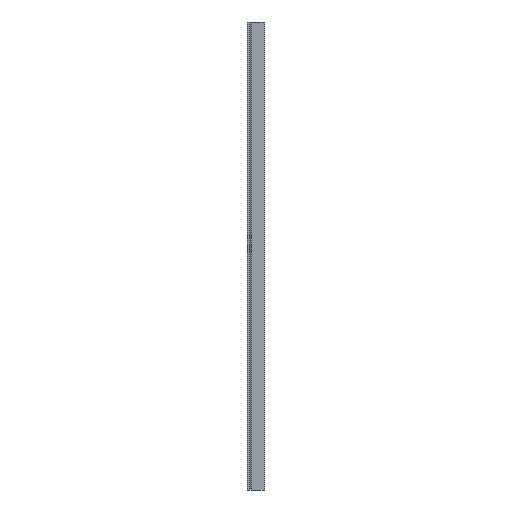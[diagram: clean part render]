
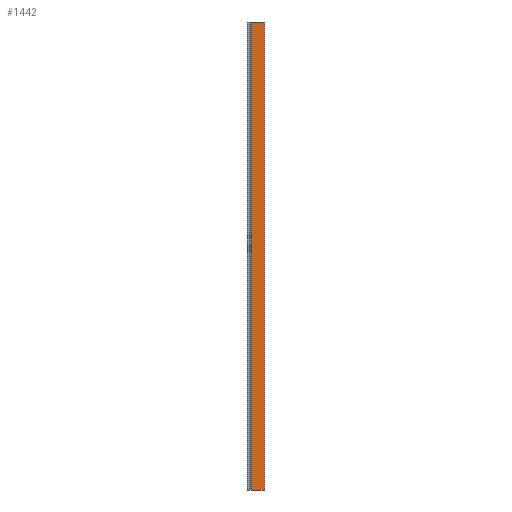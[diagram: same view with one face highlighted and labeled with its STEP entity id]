
A CAD part, left-side view. The second image highlights one B-rep face of the part: STEP entity #1442.
In plain terms, the highlighted planar face has unit normal (-1, 0, 0).
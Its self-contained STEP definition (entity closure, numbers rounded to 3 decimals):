
#5 = CARTESIAN_POINT ( 'NONE',  ( -13.15, -48.4, 0. ) ) ;
#11 = DIRECTION ( 'NONE',  ( 0., 0., 1. ) ) ;
#20 = CARTESIAN_POINT ( 'NONE',  ( -13.15, 5.536, 312.5 ) ) ;
#23 = AXIS2_PLACEMENT_3D ( 'NONE', #1468, #1466, #1483 ) ;
#30 = CARTESIAN_POINT ( 'NONE',  ( -13.15, 5.536, 0. ) ) ;
#226 = CARTESIAN_POINT ( 'NONE',  ( -13.15, 5.536, -2000. ) ) ;
#314 = LINE ( 'NONE', #226, #1677 ) ;
#361 = VERTEX_POINT ( 'NONE', #30 ) ;
#550 = EDGE_CURVE ( 'NONE', #2159, #1759, #1783, .T. ) ;
#552 = LINE ( 'NONE', #20, #1277 ) ;
#626 = CARTESIAN_POINT ( 'NONE',  ( -13.15, -48.4, -2000. ) ) ;
#633 = DIRECTION ( 'NONE',  ( 0., -1., 0. ) ) ;
#650 = CARTESIAN_POINT ( 'NONE',  ( -13.15, -48.4, 0. ) ) ;
#789 = CARTESIAN_POINT ( 'NONE',  ( -13.15, 5.536, -2000. ) ) ;
#1121 = VERTEX_POINT ( 'NONE', #789 ) ;
#1226 = LINE ( 'NONE', #650, #1340 ) ;
#1228 = EDGE_LOOP ( 'NONE', ( #1449, #2037, #2213, #2416 ) ) ;
#1277 = VECTOR ( 'NONE', #11, 1000. ) ;
#1316 = VECTOR ( 'NONE', #2617, 1000. ) ;
#1340 = VECTOR ( 'NONE', #633, 1000. ) ;
#1442 = ADVANCED_FACE ( 'NONE', ( #1492 ), #1443, .F. ) ;
#1443 = PLANE ( 'NONE',  #23 ) ;
#1449 = ORIENTED_EDGE ( 'NONE', *, *, #2110, .F. ) ;
#1466 = DIRECTION ( 'NONE',  ( 1., 0., 0. ) ) ;
#1468 = CARTESIAN_POINT ( 'NONE',  ( -13.15, -45.555, -162.507 ) ) ;
#1483 = DIRECTION ( 'NONE',  ( 0., 0., -1. ) ) ;
#1492 = FACE_OUTER_BOUND ( 'NONE', #1228, .T. ) ;
#1677 = VECTOR ( 'NONE', #1864, 1000. ) ;
#1749 = EDGE_CURVE ( 'NONE', #361, #2159, #1226, .T. ) ;
#1759 = VERTEX_POINT ( 'NONE', #626 ) ;
#1783 = LINE ( 'NONE', #2530, #1316 ) ;
#1864 = DIRECTION ( 'NONE',  ( 0., -1., 0. ) ) ;
#2037 = ORIENTED_EDGE ( 'NONE', *, *, #2370, .T. ) ;
#2110 = EDGE_CURVE ( 'NONE', #1121, #361, #552, .T. ) ;
#2159 = VERTEX_POINT ( 'NONE', #5 ) ;
#2213 = ORIENTED_EDGE ( 'NONE', *, *, #550, .F. ) ;
#2370 = EDGE_CURVE ( 'NONE', #1121, #1759, #314, .T. ) ;
#2416 = ORIENTED_EDGE ( 'NONE', *, *, #1749, .F. ) ;
#2530 = CARTESIAN_POINT ( 'NONE',  ( -13.15, -48.4, 0. ) ) ;
#2617 = DIRECTION ( 'NONE',  ( 0., 0., -1. ) ) ;
